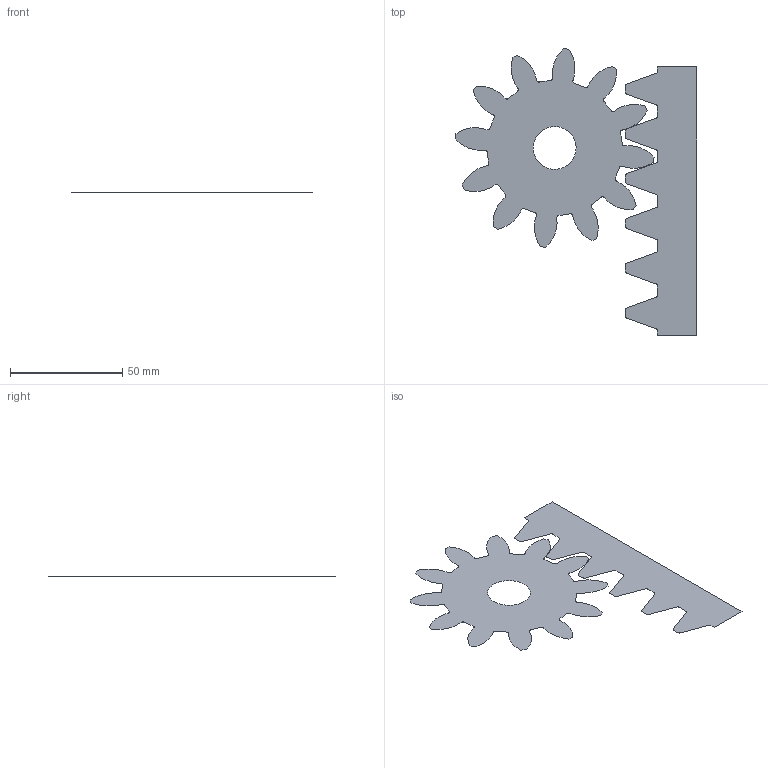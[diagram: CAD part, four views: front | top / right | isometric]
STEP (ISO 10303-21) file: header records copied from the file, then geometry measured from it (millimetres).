
FILE_DESCRIPTION( ( 'STEP Version 203' ), '1' );
FILE_NAME( ' ', '11/22/11 11:45:42', ( 'aho' ), ( ' ' ), 'PSStep 14.0', 'DesignModeler STEP Output', ' ' );
FILE_SCHEMA( ( 'AUTOMOTIVE_DESIGN { 1 0 10303 214 1 1 1 1 }' ) );
Length unit declared in the file: metre
Products named in the file (2): Gear; Rack
Bounding box: 107.52 x 127.77 x 0 mm (x, y, z)
Surface area: 6860.6 mm2 (no closed solid volume)
Topology: 0 solids, 2 shells, 2 faces, 125 edges, 125 vertices
Faces by surface type: plane 2
Entity records: 1491 total; most frequent: CARTESIAN_POINT 940, ORIENTED_EDGE 125, EDGE_CURVE 125, VERTEX_POINT 125, B_SPLINE_CURVE_WITH_KNOTS 125, DIRECTION 8, AXIS2_PLACEMENT_3D 4, FACE_BOUND 3
